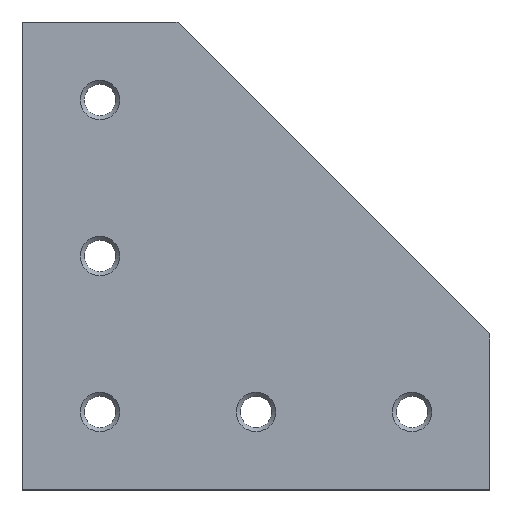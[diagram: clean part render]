
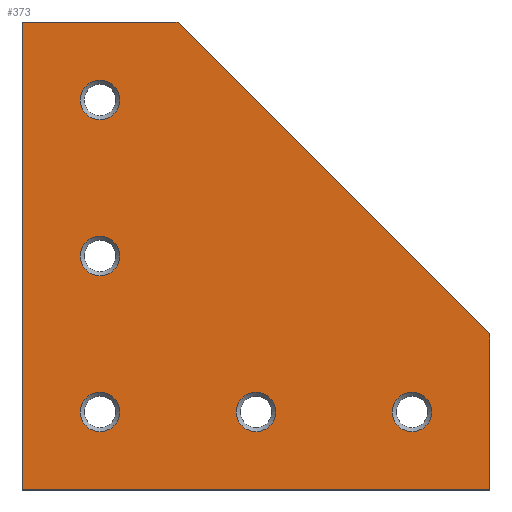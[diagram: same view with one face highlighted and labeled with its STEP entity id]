
A CAD part, top view. The second image highlights one B-rep face of the part: STEP entity #373.
In plain terms, the highlighted planar face has unit normal (0, 0, 1).
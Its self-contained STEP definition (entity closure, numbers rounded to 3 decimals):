
#25=FACE_BOUND('',#77,.T.);
#26=FACE_BOUND('',#78,.T.);
#27=FACE_BOUND('',#79,.T.);
#28=FACE_BOUND('',#80,.T.);
#29=FACE_BOUND('',#81,.T.);
#31=PLANE('',#425);
#49=FACE_OUTER_BOUND('',#76,.T.);
#76=EDGE_LOOP('',(#305,#306,#307,#308,#309));
#77=EDGE_LOOP('',(#310));
#78=EDGE_LOOP('',(#311));
#79=EDGE_LOOP('',(#312));
#80=EDGE_LOOP('',(#313));
#81=EDGE_LOOP('',(#314));
#107=LINE('',#624,#137);
#108=LINE('',#626,#138);
#109=LINE('',#628,#139);
#110=LINE('',#630,#140);
#111=LINE('',#631,#141);
#137=VECTOR('',#515,10.);
#138=VECTOR('',#516,10.);
#139=VECTOR('',#517,10.);
#140=VECTOR('',#518,10.);
#141=VECTOR('',#519,10.);
#166=CIRCLE('',#424,5.05);
#167=CIRCLE('',#426,5.05);
#168=CIRCLE('',#427,5.05);
#169=CIRCLE('',#428,5.05);
#170=CIRCLE('',#429,5.05);
#191=VERTEX_POINT('',#618);
#192=VERTEX_POINT('',#622);
#193=VERTEX_POINT('',#623);
#194=VERTEX_POINT('',#625);
#195=VERTEX_POINT('',#627);
#196=VERTEX_POINT('',#629);
#197=VERTEX_POINT('',#632);
#198=VERTEX_POINT('',#634);
#199=VERTEX_POINT('',#636);
#200=VERTEX_POINT('',#638);
#231=EDGE_CURVE('',#191,#191,#166,.T.);
#233=EDGE_CURVE('',#192,#193,#107,.T.);
#234=EDGE_CURVE('',#193,#194,#108,.T.);
#235=EDGE_CURVE('',#194,#195,#109,.T.);
#236=EDGE_CURVE('',#195,#196,#110,.T.);
#237=EDGE_CURVE('',#196,#192,#111,.T.);
#238=EDGE_CURVE('',#197,#197,#167,.T.);
#239=EDGE_CURVE('',#198,#198,#168,.T.);
#240=EDGE_CURVE('',#199,#199,#169,.T.);
#241=EDGE_CURVE('',#200,#200,#170,.T.);
#305=ORIENTED_EDGE('',*,*,#233,.T.);
#306=ORIENTED_EDGE('',*,*,#234,.T.);
#307=ORIENTED_EDGE('',*,*,#235,.T.);
#308=ORIENTED_EDGE('',*,*,#236,.T.);
#309=ORIENTED_EDGE('',*,*,#237,.T.);
#310=ORIENTED_EDGE('',*,*,#238,.F.);
#311=ORIENTED_EDGE('',*,*,#239,.F.);
#312=ORIENTED_EDGE('',*,*,#240,.F.);
#313=ORIENTED_EDGE('',*,*,#241,.F.);
#314=ORIENTED_EDGE('',*,*,#231,.F.);
#373=ADVANCED_FACE('',(#49,#25,#26,#27,#28,#29),#31,.T.);
#424=AXIS2_PLACEMENT_3D('',#619,#510,#511);
#425=AXIS2_PLACEMENT_3D('',#621,#513,#514);
#426=AXIS2_PLACEMENT_3D('',#633,#520,#521);
#427=AXIS2_PLACEMENT_3D('',#635,#522,#523);
#428=AXIS2_PLACEMENT_3D('',#637,#524,#525);
#429=AXIS2_PLACEMENT_3D('',#639,#526,#527);
#510=DIRECTION('center_axis',(0.,0.,1.));
#511=DIRECTION('ref_axis',(1.,0.,0.));
#513=DIRECTION('center_axis',(0.,0.,1.));
#514=DIRECTION('ref_axis',(1.,0.,0.));
#515=DIRECTION('',(1.,0.,0.));
#516=DIRECTION('',(0.,1.,0.));
#517=DIRECTION('',(-0.707,0.707,0.));
#518=DIRECTION('',(-1.,0.,0.));
#519=DIRECTION('',(0.,-1.,0.));
#520=DIRECTION('center_axis',(0.,0.,1.));
#521=DIRECTION('ref_axis',(1.,0.,0.));
#522=DIRECTION('center_axis',(0.,0.,1.));
#523=DIRECTION('ref_axis',(1.,0.,0.));
#524=DIRECTION('center_axis',(0.,0.,1.));
#525=DIRECTION('ref_axis',(1.,0.,0.));
#526=DIRECTION('center_axis',(0.,0.,1.));
#527=DIRECTION('ref_axis',(1.,0.,0.));
#618=CARTESIAN_POINT('',(19.95,45.,6.));
#619=CARTESIAN_POINT('Origin',(25.,45.,6.));
#621=CARTESIAN_POINT('Origin',(-15.,85.,6.));
#622=CARTESIAN_POINT('',(-75.,25.,6.));
#623=CARTESIAN_POINT('',(45.,25.,6.));
#624=CARTESIAN_POINT('',(-75.,25.,6.));
#625=CARTESIAN_POINT('',(45.,65.,6.));
#626=CARTESIAN_POINT('',(45.,25.,6.));
#627=CARTESIAN_POINT('',(-35.,145.,6.));
#628=CARTESIAN_POINT('',(-35.,145.,6.));
#629=CARTESIAN_POINT('',(-75.,145.,6.));
#630=CARTESIAN_POINT('',(-75.,145.,6.));
#631=CARTESIAN_POINT('',(-75.,25.,6.));
#632=CARTESIAN_POINT('',(-20.05,45.,6.));
#633=CARTESIAN_POINT('Origin',(-15.,45.,6.));
#634=CARTESIAN_POINT('',(-60.05,85.,6.));
#635=CARTESIAN_POINT('Origin',(-55.,85.,6.));
#636=CARTESIAN_POINT('',(-60.05,125.,6.));
#637=CARTESIAN_POINT('Origin',(-55.,125.,6.));
#638=CARTESIAN_POINT('',(-60.05,45.,6.));
#639=CARTESIAN_POINT('Origin',(-55.,45.,6.));
